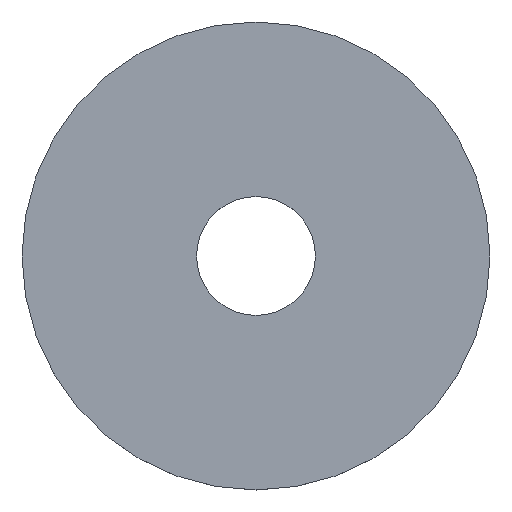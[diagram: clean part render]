
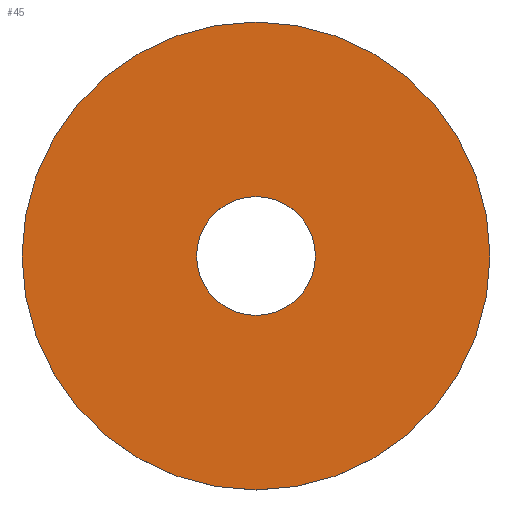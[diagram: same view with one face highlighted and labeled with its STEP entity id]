
A CAD part, top view. The second image highlights one B-rep face of the part: STEP entity #45.
In plain terms, the highlighted planar face has unit normal (0, 0, 1).
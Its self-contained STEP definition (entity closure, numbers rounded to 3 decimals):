
#12 = VERTEX_POINT ( 'NONE', #157 ) ;
#22 = DIRECTION ( 'NONE',  ( 0., 0., -1. ) ) ;
#25 = DIRECTION ( 'NONE',  ( 0., 0., 1. ) ) ;
#27 = CIRCLE ( 'NONE', #135, 8. ) ;
#30 = AXIS2_PLACEMENT_3D ( 'NONE', #138, #25, #108 ) ;
#34 = DIRECTION ( 'NONE',  ( 0., 1., 0. ) ) ;
#39 = FACE_BOUND ( 'NONE', #126, .T. ) ;
#43 = EDGE_CURVE ( 'NONE', #12, #12, #60, .T. ) ;
#45 = ADVANCED_FACE ( 'NONE', ( #39, #88 ), #59, .T. ) ;
#47 = EDGE_CURVE ( 'NONE', #69, #69, #27, .T. ) ;
#54 = CARTESIAN_POINT ( 'NONE',  ( 0., 0., 1.8 ) ) ;
#59 = PLANE ( 'NONE',  #30 ) ;
#60 = CIRCLE ( 'NONE', #97, 31.5 ) ;
#69 = VERTEX_POINT ( 'NONE', #167 ) ;
#72 = ORIENTED_EDGE ( 'NONE', *, *, #43, .F. ) ;
#74 = ORIENTED_EDGE ( 'NONE', *, *, #47, .T. ) ;
#86 = CARTESIAN_POINT ( 'NONE',  ( 0., 0., 1.8 ) ) ;
#88 = FACE_OUTER_BOUND ( 'NONE', #123, .T. ) ;
#97 = AXIS2_PLACEMENT_3D ( 'NONE', #86, #22, #34 ) ;
#108 = DIRECTION ( 'NONE',  ( 0., -1., 0. ) ) ;
#109 = DIRECTION ( 'NONE',  ( 0., 0., -1. ) ) ;
#123 = EDGE_LOOP ( 'NONE', ( #72 ) ) ;
#126 = EDGE_LOOP ( 'NONE', ( #74 ) ) ;
#135 = AXIS2_PLACEMENT_3D ( 'NONE', #54, #109, #144 ) ;
#138 = CARTESIAN_POINT ( 'NONE',  ( 0., 8., 1.8 ) ) ;
#144 = DIRECTION ( 'NONE',  ( 0., 1., 0. ) ) ;
#157 = CARTESIAN_POINT ( 'NONE',  ( 0., 31.5, 1.8 ) ) ;
#167 = CARTESIAN_POINT ( 'NONE',  ( 0., 8., 1.8 ) ) ;
